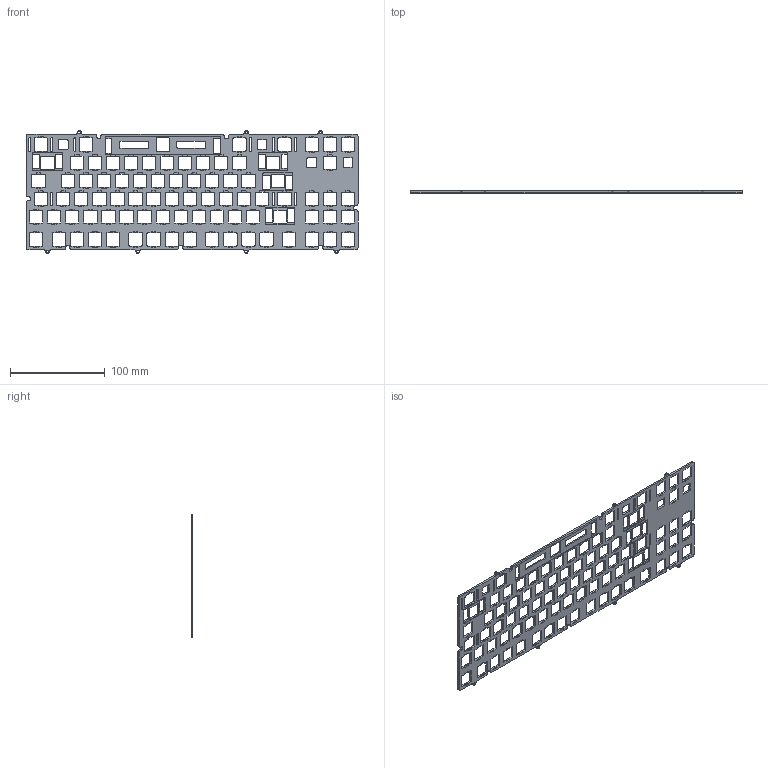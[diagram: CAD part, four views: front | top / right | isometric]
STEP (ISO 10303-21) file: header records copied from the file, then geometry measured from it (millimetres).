
FILE_DESCRIPTION(/* description */ (''),/* implementation_level */ '2;1');
FILE_NAME(/* name */ 'rbb_2mm_plate.step',/* time_stamp */ '2024-07-06T10:33:54-05:00',/* author */ (''),/* organization */ (''),/* preprocessor_version */ 'ST-DEVELOPER v20',/* originating_system */ 'Autodesk Translation Framework v13.14.0.145',/* authorisation */ '');
FILE_SCHEMA (('AUTOMOTIVE_DESIGN { 1 0 10303 214 3 1 1 }'));
Products named in the file (1): RBB
Bounding box: 350.11 x 2 x 129.51 mm (x, y, z)
Volume: 45716 mm3; surface area: 60920.5 mm2
Topology: 1 solids, 1 shells, 1995 faces, 5988 edges, 3992 vertices
Faces by surface type: plane 1144, cylinder 843, bspline 8
Full cylindrical faces by diameter (mm): 2.8 x7
Entity records: 68136 total; most frequent: CARTESIAN_POINT 12106, ORIENTED_EDGE 11976, DIRECTION 11632, EDGE_CURVE 5988, LINE 4284, VECTOR 4284, VERTEX_POINT 3992, AXIS2_PLACEMENT_3D 3674
